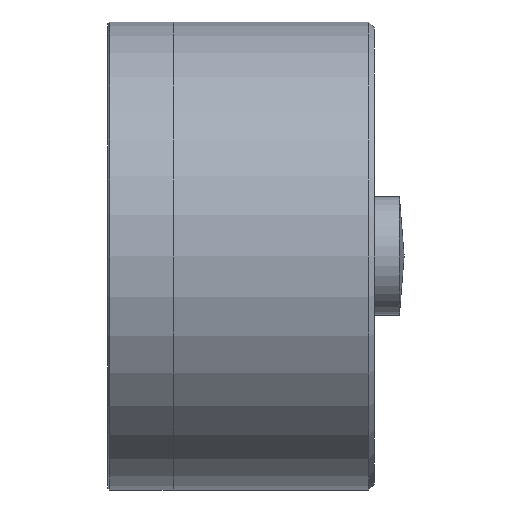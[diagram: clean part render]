
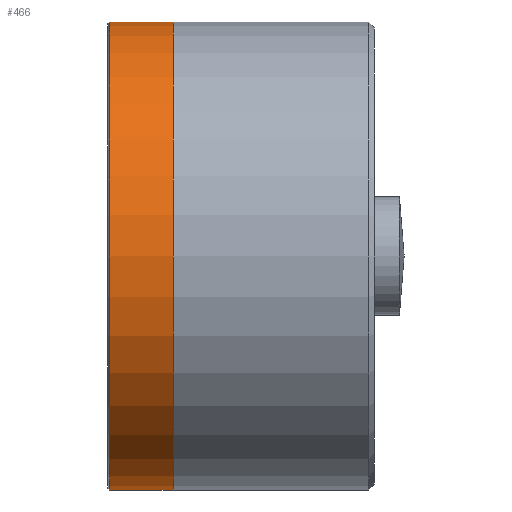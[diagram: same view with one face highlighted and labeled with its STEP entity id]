
A CAD part, left-side view. The second image highlights one B-rep face of the part: STEP entity #466.
In plain terms, the highlighted cylindrical face has radius 39.5 mm (diameter 79 mm), a full revolution.
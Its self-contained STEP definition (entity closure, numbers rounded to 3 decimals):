
#466 = ADVANCED_FACE( '', ( #968, #969 ), #970, .T. );
#968 = FACE_OUTER_BOUND( '', #1568, .T. );
#969 = FACE_OUTER_BOUND( '', #1569, .T. );
#970 = CYLINDRICAL_SURFACE( '', #1570, 39.5 );
#1568 = EDGE_LOOP( '', ( #2425 ) );
#1569 = EDGE_LOOP( '', ( #2426 ) );
#1570 = AXIS2_PLACEMENT_3D( '', #2427, #2428, #2429 );
#2425 = ORIENTED_EDGE( '', *, *, #3389, .T. );
#2426 = ORIENTED_EDGE( '', *, *, #3390, .F. );
#2427 = CARTESIAN_POINT( '', ( 0., 11., 0. ) );
#2428 = DIRECTION( '', ( 0., 1., 0. ) );
#2429 = DIRECTION( '', ( 0., 0., -1. ) );
#3389 = EDGE_CURVE( '', #3994, #3994, #3995, .T. );
#3390 = EDGE_CURVE( '', #3996, #3996, #3997, .T. );
#3994 = VERTEX_POINT( '', #5593 );
#3995 = CIRCLE( '', #5594, 39.5 );
#3996 = VERTEX_POINT( '', #5595 );
#3997 = CIRCLE( '', #5596, 39.5 );
#5593 = CARTESIAN_POINT( '', ( 0., 0.3, 39.5 ) );
#5594 = AXIS2_PLACEMENT_3D( '', #6434, #6435, #6436 );
#5595 = CARTESIAN_POINT( '', ( 39.5, 11., 0. ) );
#5596 = AXIS2_PLACEMENT_3D( '', #6437, #6438, #6439 );
#6434 = CARTESIAN_POINT( '', ( 0., 0.3, 0. ) );
#6435 = DIRECTION( '', ( 0., 1., 0. ) );
#6436 = DIRECTION( '', ( 0., 0., 1. ) );
#6437 = CARTESIAN_POINT( '', ( 0., 11., 0. ) );
#6438 = DIRECTION( '', ( 0., 1., 0. ) );
#6439 = DIRECTION( '', ( 1., 0., 0. ) );
